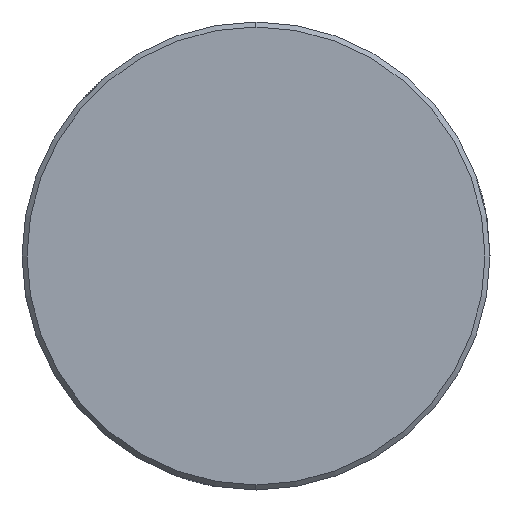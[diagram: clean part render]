
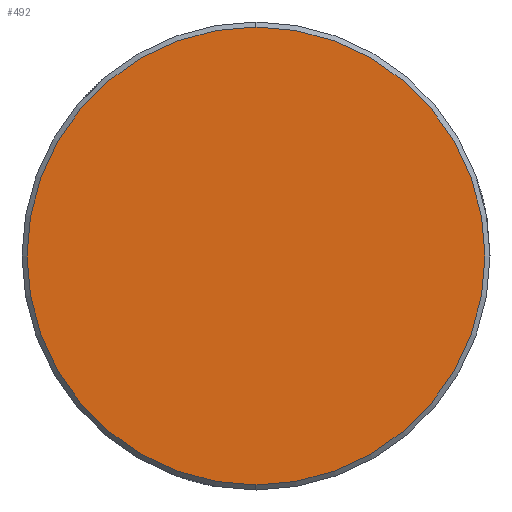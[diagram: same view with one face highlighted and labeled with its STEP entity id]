
A CAD part, left-side view. The second image highlights one B-rep face of the part: STEP entity #492.
In plain terms, the highlighted planar face has unit normal (-1, 0, 0).
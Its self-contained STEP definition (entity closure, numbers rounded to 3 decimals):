
#25 = CARTESIAN_POINT ( 'NONE',  ( -123.2, 0., 13.7 ) ) ;
#41 = CARTESIAN_POINT ( 'NONE',  ( -123.2, -13.864, -13.864 ) ) ;
#83 = AXIS2_PLACEMENT_3D ( 'NONE', #143, #735, #318 ) ;
#95 = ORIENTED_EDGE ( 'NONE', *, *, #547, .T. ) ;
#104 = CARTESIAN_POINT ( 'NONE',  ( -123.2, 0., 0. ) ) ;
#109 = EDGE_CURVE ( 'NONE', #163, #1104, #767, .T. ) ;
#143 = CARTESIAN_POINT ( 'NONE',  ( -123.2, 0., 0. ) ) ;
#163 = VERTEX_POINT ( 'NONE', #25 ) ;
#171 = DIRECTION ( 'NONE',  ( 0., 0., 1. ) ) ;
#275 = DIRECTION ( 'NONE',  ( -1., 0., 0. ) ) ;
#277 = FACE_OUTER_BOUND ( 'NONE', #646, .T. ) ;
#291 = CIRCLE ( 'NONE', #83, 13.7 ) ;
#318 = DIRECTION ( 'NONE',  ( 0., 0., -1. ) ) ;
#374 = AXIS2_PLACEMENT_3D ( 'NONE', #41, #595, #171 ) ;
#492 = ADVANCED_FACE ( 'NONE', ( #277 ), #569, .T. ) ;
#545 = AXIS2_PLACEMENT_3D ( 'NONE', #104, #275, #628 ) ;
#547 = EDGE_CURVE ( 'NONE', #1104, #163, #291, .T. ) ;
#569 = PLANE ( 'NONE',  #374 ) ;
#595 = DIRECTION ( 'NONE',  ( -1., 0., 0. ) ) ;
#628 = DIRECTION ( 'NONE',  ( 0., 0., -1. ) ) ;
#638 = CARTESIAN_POINT ( 'NONE',  ( -123.2, 0., -13.7 ) ) ;
#646 = EDGE_LOOP ( 'NONE', ( #95, #855 ) ) ;
#735 = DIRECTION ( 'NONE',  ( -1., 0., 0. ) ) ;
#767 = CIRCLE ( 'NONE', #545, 13.7 ) ;
#855 = ORIENTED_EDGE ( 'NONE', *, *, #109, .T. ) ;
#1104 = VERTEX_POINT ( 'NONE', #638 ) ;
